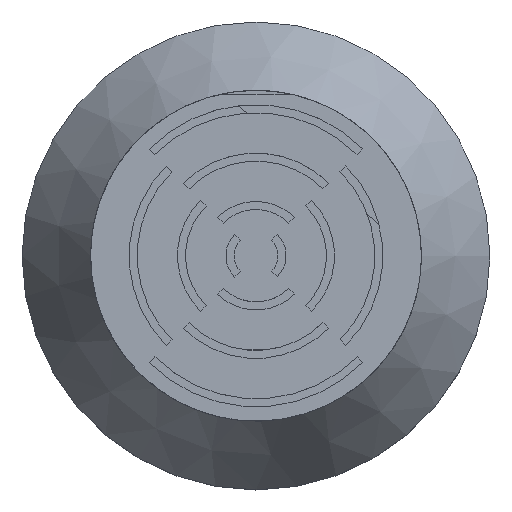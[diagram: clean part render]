
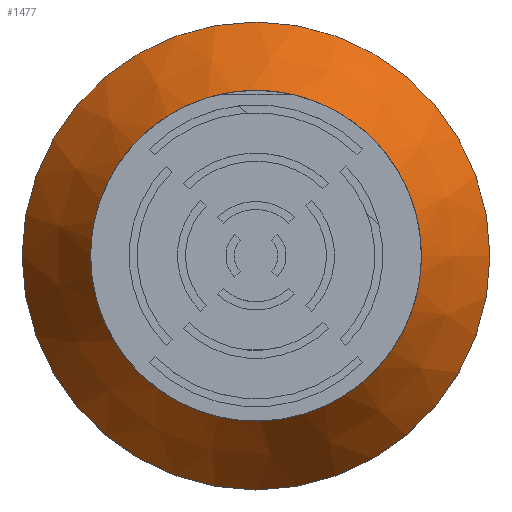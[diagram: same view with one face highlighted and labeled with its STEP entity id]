
A CAD part, top view. The second image highlights one B-rep face of the part: STEP entity #1477.
In plain terms, the highlighted conical face has half-angle 31.318 degrees and reference radius 49.487 mm.
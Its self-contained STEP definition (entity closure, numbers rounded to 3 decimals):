
#79=B_SPLINE_CURVE_WITH_KNOTS('',3,(#2243,#2244,#2245,#2246,#2247,#2248,
#2249,#2250,#2251,#2252,#2253,#2254,#2255,#2256,#2257,#2258,#2259,#2260,
#2261,#2262,#2263,#2264,#2265,#2266,#2267,#2268,#2269,#2270,#2271,#2272,
#2273,#2274,#2275,#2276),.UNSPECIFIED.,.F.,.F.,(4,2,2,2,2,2,2,2,2,2,2,2,
2,2,2,2,4),(0.,0.772,1.544,2.316,3.088,
3.86,4.632,5.404,6.177,6.949,
7.721,8.493,9.265,10.037,10.809,
11.581,12.353),.UNSPECIFIED.);
#80=B_SPLINE_CURVE_WITH_KNOTS('',3,(#2278,#2279,#2280,#2281,#2282,#2283,
#2284,#2285,#2286,#2287,#2288,#2289,#2290,#2291,#2292,#2293,#2294,#2295,
#2296,#2297,#2298,#2299,#2300,#2301,#2302,#2303,#2304,#2305,#2306,#2307,
#2308,#2309,#2310,#2311),.UNSPECIFIED.,.F.,.F.,(4,2,2,2,2,2,2,2,2,2,2,2,
2,2,2,2,4),(12.354,13.125,13.898,14.67,
15.442,16.215,16.987,17.759,18.532,
19.304,20.077,20.849,21.621,22.394,
23.166,23.938,24.711),.UNSPECIFIED.);
#81=B_SPLINE_CURVE_WITH_KNOTS('',3,(#2312,#2313,#2314,#2315),
 .UNSPECIFIED.,.F.,.F.,(4,4),(12.353,12.354),
 .UNSPECIFIED.);
#83=CONICAL_SURFACE('',#1577,49.487,0.547);
#89=FACE_OUTER_BOUND('',#163,.T.);
#163=EDGE_LOOP('',(#1023,#1024,#1025,#1026,#1027,#1028,#1029));
#263=CIRCLE('',#1561,58.);
#275=CIRCLE('',#1578,58.);
#351=LINE('',#2241,#494);
#494=VECTOR('',#1762,49.487);
#621=VERTEX_POINT('',#2145);
#623=VERTEX_POINT('',#2148);
#648=VERTEX_POINT('',#2240);
#649=VERTEX_POINT('',#2242);
#650=VERTEX_POINT('',#2277);
#768=EDGE_CURVE('',#621,#623,#263,.T.);
#798=EDGE_CURVE('',#623,#621,#275,.T.);
#799=EDGE_CURVE('',#623,#648,#351,.T.);
#800=EDGE_CURVE('',#649,#648,#79,.T.);
#801=EDGE_CURVE('',#650,#649,#80,.T.);
#802=EDGE_CURVE('',#648,#650,#81,.T.);
#1023=ORIENTED_EDGE('',*,*,#798,.F.);
#1024=ORIENTED_EDGE('',*,*,#799,.T.);
#1025=ORIENTED_EDGE('',*,*,#800,.F.);
#1026=ORIENTED_EDGE('',*,*,#801,.F.);
#1027=ORIENTED_EDGE('',*,*,#802,.F.);
#1028=ORIENTED_EDGE('',*,*,#799,.F.);
#1029=ORIENTED_EDGE('',*,*,#768,.F.);
#1477=ADVANCED_FACE('',(#89),#83,.T.);
#1561=AXIS2_PLACEMENT_3D('',#2149,#1711,#1712);
#1577=AXIS2_PLACEMENT_3D('',#2238,#1758,#1759);
#1578=AXIS2_PLACEMENT_3D('',#2239,#1760,#1761);
#1711=DIRECTION('center_axis',(0.,0.,
-1.));
#1712=DIRECTION('ref_axis',(1.,0.,0.));
#1758=DIRECTION('center_axis',(0.,0.,
-1.));
#1759=DIRECTION('ref_axis',(-1.,0.,0.));
#1760=DIRECTION('center_axis',(0.,0.,-1.));
#1761=DIRECTION('ref_axis',(0.,1.,0.));
#1762=DIRECTION('',(-0.52,0.,0.854));
#2145=CARTESIAN_POINT('',(-18.335,39.76,18.));
#2148=CARTESIAN_POINT('',(97.665,39.76,18.));
#2149=CARTESIAN_POINT('Origin',(39.665,39.76,18.));
#2238=CARTESIAN_POINT('Origin',(39.665,39.754,31.992));
#2239=CARTESIAN_POINT('Origin',(39.665,39.775,18.));
#2240=CARTESIAN_POINT('',(80.665,39.748,45.941));
#2241=CARTESIAN_POINT('',(89.152,39.754,31.992));
#2242=CARTESIAN_POINT('',(-1.335,39.748,45.941));
#2243=CARTESIAN_POINT('Ctrl Pts',(-1.335,39.748,45.941));
#2244=CARTESIAN_POINT('Ctrl Pts',(-1.334,37.175,45.941));
#2245=CARTESIAN_POINT('Ctrl Pts',(-1.087,34.513,45.941));
#2246=CARTESIAN_POINT('Ctrl Pts',(-0.048,29.219,
45.941));
#2247=CARTESIAN_POINT('Ctrl Pts',(0.743,26.586,45.941));
#2248=CARTESIAN_POINT('Ctrl Pts',(2.836,21.536,45.942));
#2249=CARTESIAN_POINT('Ctrl Pts',(4.139,19.115,45.942));
#2250=CARTESIAN_POINT('Ctrl Pts',(7.151,14.638,45.942));
#2251=CARTESIAN_POINT('Ctrl Pts',(8.859,12.582,45.942));
#2252=CARTESIAN_POINT('Ctrl Pts',(12.499,8.944,45.942));
#2253=CARTESIAN_POINT('Ctrl Pts',(14.556,7.236,45.942));
#2254=CARTESIAN_POINT('Ctrl Pts',(19.033,4.227,45.942));
#2255=CARTESIAN_POINT('Ctrl Pts',(21.454,2.925,45.942));
#2256=CARTESIAN_POINT('Ctrl Pts',(26.504,0.834,45.943));
#2257=CARTESIAN_POINT('Ctrl Pts',(29.136,0.043,45.943));
#2258=CARTESIAN_POINT('Ctrl Pts',(34.43,-0.994,45.943));
#2259=CARTESIAN_POINT('Ctrl Pts',(37.092,-1.24,45.943));
#2260=CARTESIAN_POINT('Ctrl Pts',(42.238,-1.24,45.943));
#2261=CARTESIAN_POINT('Ctrl Pts',(44.9,-0.994,45.943));
#2262=CARTESIAN_POINT('Ctrl Pts',(50.194,0.043,45.943));
#2263=CARTESIAN_POINT('Ctrl Pts',(52.826,0.834,45.943));
#2264=CARTESIAN_POINT('Ctrl Pts',(57.876,2.925,45.942));
#2265=CARTESIAN_POINT('Ctrl Pts',(60.297,4.227,45.942));
#2266=CARTESIAN_POINT('Ctrl Pts',(64.774,7.236,45.942));
#2267=CARTESIAN_POINT('Ctrl Pts',(66.831,8.944,45.942));
#2268=CARTESIAN_POINT('Ctrl Pts',(70.471,12.582,45.942));
#2269=CARTESIAN_POINT('Ctrl Pts',(72.179,14.638,45.942));
#2270=CARTESIAN_POINT('Ctrl Pts',(75.191,19.115,45.942));
#2271=CARTESIAN_POINT('Ctrl Pts',(76.494,21.536,45.942));
#2272=CARTESIAN_POINT('Ctrl Pts',(78.587,26.586,45.941));
#2273=CARTESIAN_POINT('Ctrl Pts',(79.378,29.219,45.941));
#2274=CARTESIAN_POINT('Ctrl Pts',(80.417,34.513,45.941));
#2275=CARTESIAN_POINT('Ctrl Pts',(80.664,37.175,45.941));
#2276=CARTESIAN_POINT('Ctrl Pts',(80.665,39.748,45.941));
#2277=CARTESIAN_POINT('',(80.665,39.76,45.941));
#2278=CARTESIAN_POINT('Ctrl Pts',(80.665,39.76,45.941));
#2279=CARTESIAN_POINT('Ctrl Pts',(80.665,42.331,45.941));
#2280=CARTESIAN_POINT('Ctrl Pts',(80.419,44.989,45.94));
#2281=CARTESIAN_POINT('Ctrl Pts',(79.384,50.281,45.94));
#2282=CARTESIAN_POINT('Ctrl Pts',(78.593,52.915,45.94));
#2283=CARTESIAN_POINT('Ctrl Pts',(76.502,57.967,45.94));
#2284=CARTESIAN_POINT('Ctrl Pts',(75.2,60.389,45.94));
#2285=CARTESIAN_POINT('Ctrl Pts',(72.19,64.868,45.939));
#2286=CARTESIAN_POINT('Ctrl Pts',(70.482,66.925,45.939));
#2287=CARTESIAN_POINT('Ctrl Pts',(66.842,70.567,45.939));
#2288=CARTESIAN_POINT('Ctrl Pts',(64.785,72.275,45.939));
#2289=CARTESIAN_POINT('Ctrl Pts',(60.307,75.288,45.939));
#2290=CARTESIAN_POINT('Ctrl Pts',(57.885,76.591,45.939));
#2291=CARTESIAN_POINT('Ctrl Pts',(52.833,78.684,45.939));
#2292=CARTESIAN_POINT('Ctrl Pts',(50.199,79.475,45.939));
#2293=CARTESIAN_POINT('Ctrl Pts',(44.902,80.514,45.939));
#2294=CARTESIAN_POINT('Ctrl Pts',(42.24,80.76,45.939));
#2295=CARTESIAN_POINT('Ctrl Pts',(37.09,80.76,45.939));
#2296=CARTESIAN_POINT('Ctrl Pts',(34.428,80.514,45.939));
#2297=CARTESIAN_POINT('Ctrl Pts',(29.131,79.475,45.939));
#2298=CARTESIAN_POINT('Ctrl Pts',(26.497,78.684,45.939));
#2299=CARTESIAN_POINT('Ctrl Pts',(21.445,76.591,45.939));
#2300=CARTESIAN_POINT('Ctrl Pts',(19.023,75.288,45.939));
#2301=CARTESIAN_POINT('Ctrl Pts',(14.545,72.275,45.939));
#2302=CARTESIAN_POINT('Ctrl Pts',(12.488,70.567,45.939));
#2303=CARTESIAN_POINT('Ctrl Pts',(8.848,66.925,45.939));
#2304=CARTESIAN_POINT('Ctrl Pts',(7.14,64.868,45.939));
#2305=CARTESIAN_POINT('Ctrl Pts',(4.13,60.389,45.94));
#2306=CARTESIAN_POINT('Ctrl Pts',(2.828,57.967,45.94));
#2307=CARTESIAN_POINT('Ctrl Pts',(0.737,52.915,45.94));
#2308=CARTESIAN_POINT('Ctrl Pts',(-0.054,50.281,45.94));
#2309=CARTESIAN_POINT('Ctrl Pts',(-1.09,44.985,45.94));
#2310=CARTESIAN_POINT('Ctrl Pts',(-1.336,42.323,45.941));
#2311=CARTESIAN_POINT('Ctrl Pts',(-1.335,39.748,45.941));
#2312=CARTESIAN_POINT('Ctrl Pts',(80.665,39.748,45.941));
#2313=CARTESIAN_POINT('Ctrl Pts',(80.665,39.752,45.941));
#2314=CARTESIAN_POINT('Ctrl Pts',(80.665,39.756,45.941));
#2315=CARTESIAN_POINT('Ctrl Pts',(80.665,39.76,45.941));
